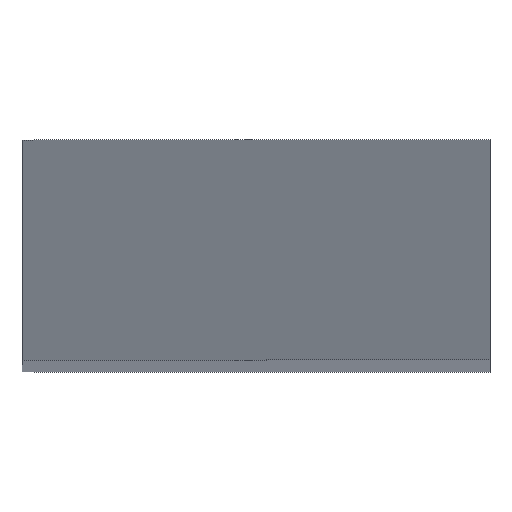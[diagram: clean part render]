
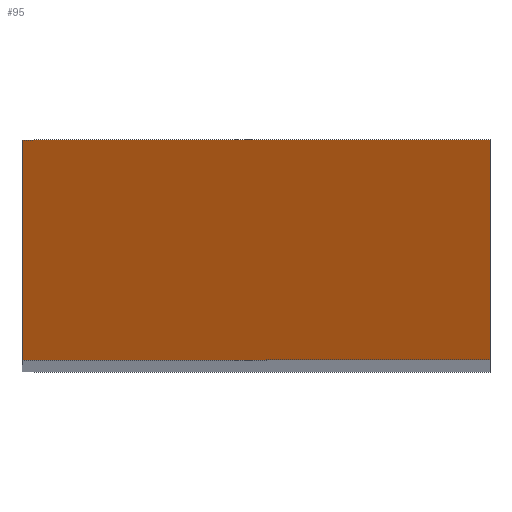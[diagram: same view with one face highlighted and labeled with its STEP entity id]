
A CAD part, top view. The second image highlights one B-rep face of the part: STEP entity #95.
In plain terms, the highlighted planar face has unit normal (-0.5, 0, 0.866).
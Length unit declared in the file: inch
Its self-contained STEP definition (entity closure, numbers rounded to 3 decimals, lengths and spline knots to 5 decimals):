
#1=DIRECTION('',(0.,-1.,0.));
#2=VECTOR('',#1,0.25);
#3=CARTESIAN_POINT('',(-0.26563,0.125,3.81828));
#4=LINE('',#3,#2);
#13=DIRECTION('',(0.,1.,0.));
#14=VECTOR('',#13,0.25);
#15=CARTESIAN_POINT('',(0.26563,-0.125,4.125));
#16=LINE('',#15,#14);
#25=DIRECTION('',(0.866,0.,0.5));
#26=VECTOR('',#25,0.61343);
#27=CARTESIAN_POINT('',(-0.26563,0.125,3.81828));
#28=LINE('',#27,#26);
#37=DIRECTION('',(0.866,0.,0.5));
#38=VECTOR('',#37,0.61343);
#39=CARTESIAN_POINT('',(-0.26563,-0.125,3.81828));
#40=LINE('',#39,#38);
#57=CARTESIAN_POINT('',(0.26563,-0.125,4.125));
#58=CARTESIAN_POINT('',(0.26563,0.125,4.125));
#59=VERTEX_POINT('',#57);
#60=VERTEX_POINT('',#58);
#61=CARTESIAN_POINT('',(-0.26563,0.125,3.81828));
#62=CARTESIAN_POINT('',(-0.26563,-0.125,3.81828));
#63=VERTEX_POINT('',#61);
#64=VERTEX_POINT('',#62);
#81=CARTESIAN_POINT('',(-0.26563,0.125,3.81828));
#82=DIRECTION('',(-0.5,0.,0.866));
#83=DIRECTION('',(0.866,0.,0.5));
#84=AXIS2_PLACEMENT_3D('',#81,#82,#83);
#85=PLANE('',#84);
#87=ORIENTED_EDGE('',*,*,#86,.F.);
#89=ORIENTED_EDGE('',*,*,#88,.F.);
#90=ORIENTED_EDGE('',*,*,#70,.F.);
#92=ORIENTED_EDGE('',*,*,#91,.T.);
#93=EDGE_LOOP('',(#87,#89,#90,#92));
#94=FACE_OUTER_BOUND('',#93,.F.);
#95=ADVANCED_FACE('',(#94),#85,.T.);
#70=EDGE_CURVE('',#63,#64,#4,.T.);
#86=EDGE_CURVE('',#59,#60,#16,.T.);
#88=EDGE_CURVE('',#64,#59,#40,.T.);
#91=EDGE_CURVE('',#63,#60,#28,.T.);
